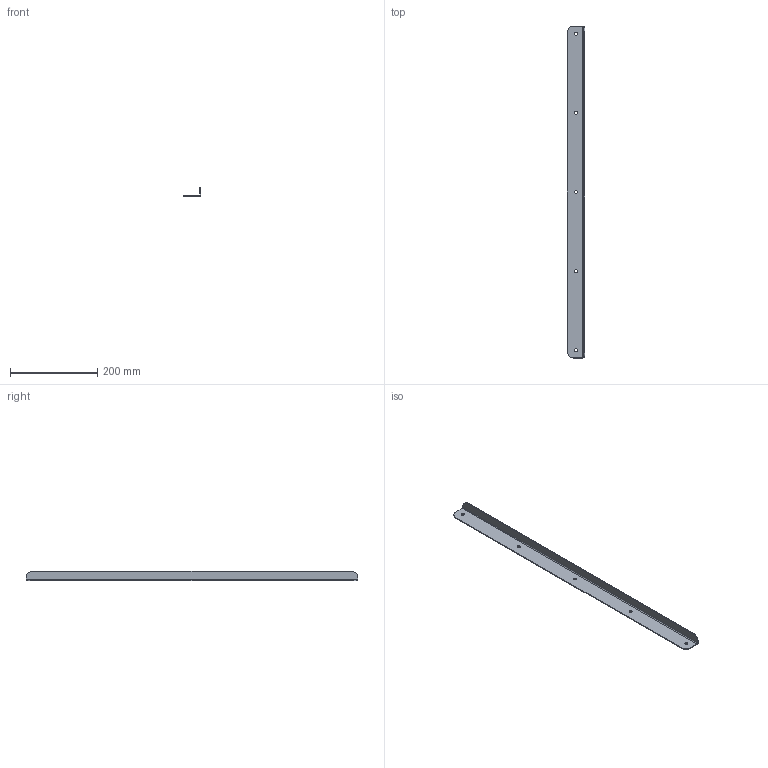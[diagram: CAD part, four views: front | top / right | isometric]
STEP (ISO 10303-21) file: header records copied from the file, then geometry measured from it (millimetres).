
FILE_DESCRIPTION (( 'STEP AP214' ), '1' );
FILE_NAME ('BoxTopStiffener_2.STEP', '2024-10-09T10:46:09', ( '' ), ( '' ), 'SwSTEP 2.0', 'SolidWorks 2024', '' );
FILE_SCHEMA (( 'AUTOMOTIVE_DESIGN' ));
Length unit declared in the file: millimetre
Products named in the file (1): BoxTopStiffener_2
Bounding box: 40 x 761 x 22 mm (x, y, z)
Volume: 88589.1 mm3; surface area: 92036.4 mm2
Topology: 1 solids, 1 shells, 28 faces, 70 edges, 44 vertices
Faces by surface type: cylinder 16, plane 12
Entity records: 885 total; most frequent: DIRECTION 160, CARTESIAN_POINT 143, ORIENTED_EDGE 140, EDGE_CURVE 70, AXIS2_PLACEMENT_3D 61, VERTEX_POINT 44, VECTOR 38, LINE 38
